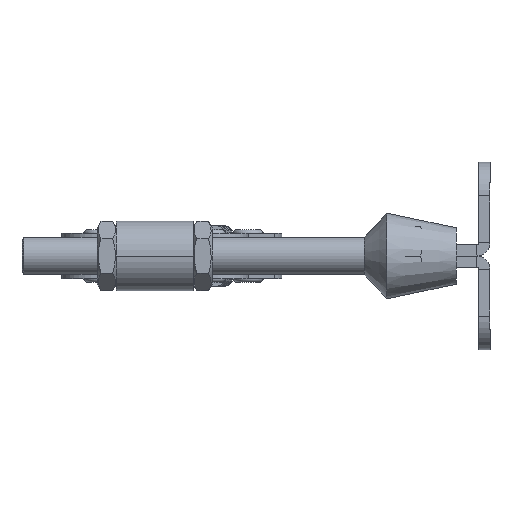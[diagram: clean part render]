
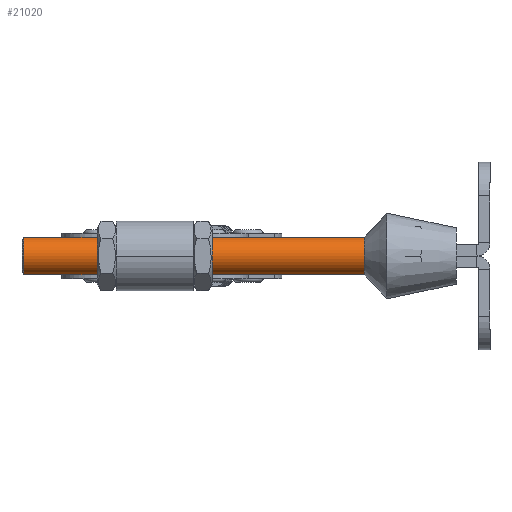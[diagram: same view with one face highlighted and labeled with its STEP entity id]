
A CAD part, left-side view. The second image highlights one B-rep face of the part: STEP entity #21020.
In plain terms, the highlighted cylindrical face has radius 5 mm (diameter 10 mm), a partial arc.
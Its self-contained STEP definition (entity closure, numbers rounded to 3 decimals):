
#1823 = AXIS2_PLACEMENT_3D ( 'NONE', #20513, #20511, #20509 ) ;
#2636 = VERTEX_POINT ( 'NONE', #26632 ) ;
#4303 = CIRCLE ( 'NONE', #17009, 5. ) ;
#4306 = LINE ( 'NONE', #17761, #4310 ) ;
#4309 = CIRCLE ( 'NONE', #17008, 5. ) ;
#4310 = VECTOR ( 'NONE', #17767, 1000. ) ;
#4311 = LINE ( 'NONE', #17766, #4313 ) ;
#4313 = VECTOR ( 'NONE', #17755, 1000. ) ;
#5046 = CARTESIAN_POINT ( 'NONE',  ( 106.08, 0., 5. ) ) ;
#5098 = CARTESIAN_POINT ( 'NONE',  ( 6.58, 0., 5. ) ) ;
#8625 = CARTESIAN_POINT ( 'NONE',  ( 6.58, 0., -5. ) ) ;
#9239 = VERTEX_POINT ( 'NONE', #5046 ) ;
#9299 = VERTEX_POINT ( 'NONE', #5098 ) ;
#10909 = EDGE_LOOP ( 'NONE', ( #19442, #19469, #19431, #19465 ) ) ;
#17008 = AXIS2_PLACEMENT_3D ( 'NONE', #17768, #17769, #17770 ) ;
#17009 = AXIS2_PLACEMENT_3D ( 'NONE', #17763, #17764, #17765 ) ;
#17755 = DIRECTION ( 'NONE',  ( -1., 0., 0. ) ) ;
#17761 = CARTESIAN_POINT ( 'NONE',  ( 106.58, 0., -5. ) ) ;
#17763 = CARTESIAN_POINT ( 'NONE',  ( 106.08, 0., 0. ) ) ;
#17764 = DIRECTION ( 'NONE',  ( -1., 0., 0. ) ) ;
#17765 = DIRECTION ( 'NONE',  ( 0., 0., -1. ) ) ;
#17766 = CARTESIAN_POINT ( 'NONE',  ( 106.58, 0., 5. ) ) ;
#17767 = DIRECTION ( 'NONE',  ( -1., 0., 0. ) ) ;
#17768 = CARTESIAN_POINT ( 'NONE',  ( 6.58, 0., 0. ) ) ;
#17769 = DIRECTION ( 'NONE',  ( 1., 0., 0. ) ) ;
#17770 = DIRECTION ( 'NONE',  ( 0., 0., -1. ) ) ;
#18126 = EDGE_CURVE ( 'NONE', #9239, #2636, #4303, .T. ) ;
#18128 = EDGE_CURVE ( 'NONE', #2636, #26334, #4306, .T. ) ;
#18129 = EDGE_CURVE ( 'NONE', #26334, #9299, #4309, .T. ) ;
#18130 = EDGE_CURVE ( 'NONE', #9239, #9299, #4311, .T. ) ;
#19431 = ORIENTED_EDGE ( 'NONE', *, *, #18129, .T. ) ;
#19442 = ORIENTED_EDGE ( 'NONE', *, *, #18126, .T. ) ;
#19465 = ORIENTED_EDGE ( 'NONE', *, *, #18130, .F. ) ;
#19469 = ORIENTED_EDGE ( 'NONE', *, *, #18128, .T. ) ;
#20509 = DIRECTION ( 'NONE',  ( 0., 0., 1. ) ) ;
#20511 = DIRECTION ( 'NONE',  ( -1., 0., 0. ) ) ;
#20513 = CARTESIAN_POINT ( 'NONE',  ( 106.58, 0., 0. ) ) ;
#21020 = ADVANCED_FACE ( 'NONE', ( #21759 ), #21764, .T. ) ;
#21759 = FACE_OUTER_BOUND ( 'NONE', #10909, .T. ) ;
#21764 = CYLINDRICAL_SURFACE ( 'NONE', #1823, 5. ) ;
#26334 = VERTEX_POINT ( 'NONE', #8625 ) ;
#26632 = CARTESIAN_POINT ( 'NONE',  ( 106.08, 0., -5. ) ) ;
